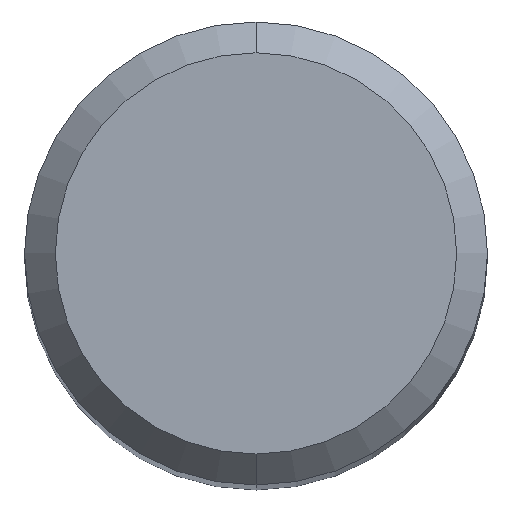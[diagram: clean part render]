
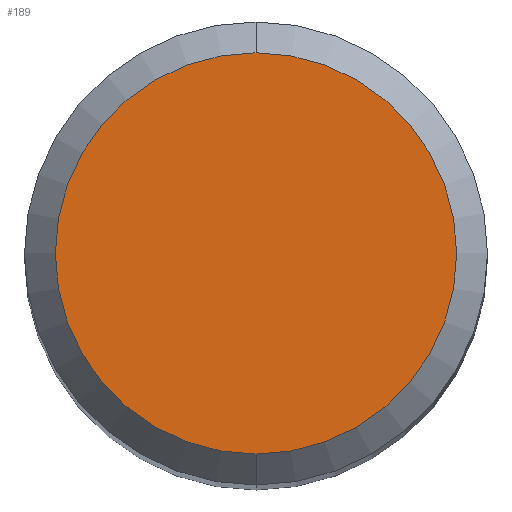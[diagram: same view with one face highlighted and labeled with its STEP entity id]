
A CAD part, top view. The second image highlights one B-rep face of the part: STEP entity #189.
In plain terms, the highlighted planar face has unit normal (0, 0, 1).
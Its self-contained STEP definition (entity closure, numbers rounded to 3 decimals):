
#189=ADVANCED_FACE('',(#482),#483,.T.);
#287=EDGE_CURVE('',#399,#355,#593,.T.);
#355=VERTEX_POINT('',#668);
#399=VERTEX_POINT('',#715);
#419=EDGE_CURVE('',#355,#399,#737,.T.);
#482=FACE_OUTER_BOUND('',#799,.T.);
#483=PLANE('',#800);
#593=CIRCLE('',#1023,2.6);
#668=CARTESIAN_POINT('',(0.,-2.6,0.0));
#715=CARTESIAN_POINT('',(0.0,2.6,0.0));
#737=CIRCLE('',#1337,2.6);
#799=EDGE_LOOP('',(#1403,#1404));
#800=AXIS2_PLACEMENT_3D('',#1405,#1406,#1407);
#1023=AXIS2_PLACEMENT_3D('',#1542,#1543,#1544);
#1337=AXIS2_PLACEMENT_3D('',#1697,#1698,#1699);
#1403=ORIENTED_EDGE('',*,*,#287,.F.);
#1404=ORIENTED_EDGE('',*,*,#419,.F.);
#1405=CARTESIAN_POINT('',(0.0,1.3,0.0));
#1406=DIRECTION('',(-0.0,0.0,1.0));
#1407=DIRECTION('',(0.0,-1.0,0.0));
#1542=CARTESIAN_POINT('',(0.0,0.0,0.0));
#1543=DIRECTION('',(0.0,0.0,-1.0));
#1544=DIRECTION('',(0.0,1.0,0.0));
#1697=CARTESIAN_POINT('',(0.0,0.0,0.0));
#1698=DIRECTION('',(0.0,0.0,-1.0));
#1699=DIRECTION('',(0.0,1.0,0.0));
